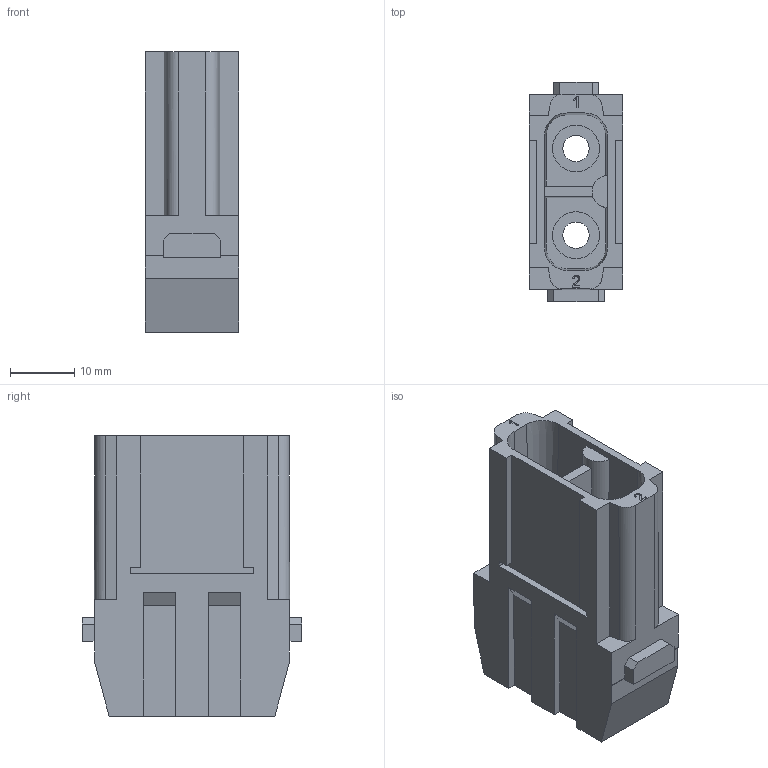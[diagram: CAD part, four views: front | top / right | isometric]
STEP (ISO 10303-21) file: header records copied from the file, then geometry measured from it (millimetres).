
FILE_DESCRIPTION(/* description */ (''),/* implementation_level */ '2;1');
FILE_NAME(/* name */ '100546300ugm000_b.stp',/* time_stamp */ '2019-10-29T13:13:43+01:00',/* author */ (''),/* organization */ (''),/* preprocessor_version */ 'ST-DEVELOPER v16.7',/* originating_system */ 'SIEMENS PLM Software NX 12.0',/* authorisation */ '');
FILE_SCHEMA (('AUTOMOTIVE_DESIGN { 1 0 10303 214 3 1 1 1 }'));
Length unit declared in the file: millimetre
Products named in the file (1): 100546300ugm000_b
Bounding box: 14.6 x 34.2 x 43.65 mm (x, y, z)
Volume: 11331.7 mm3; surface area: 7893.6 mm2
Topology: 1 solids, 1 shells, 321 faces, 1062 edges, 901 vertices
Faces by surface type: plane 236, extrusion 46, cylinder 23, cone 12, bspline 4
Full cylindrical faces by diameter (mm): 0.911 x1, 1.077 x1, 4.1 x2, 6.4 x2, 7.3 x2, 10.6 x2
Entity records: 12665 total; most frequent: CARTESIAN_POINT 2735, ORIENTED_EDGE 1782, DIRECTION 1564, EDGE_CURVE 891, VECTOR 852, LINE 806, VERTEX_POINT 600, EDGE_LOOP 369
